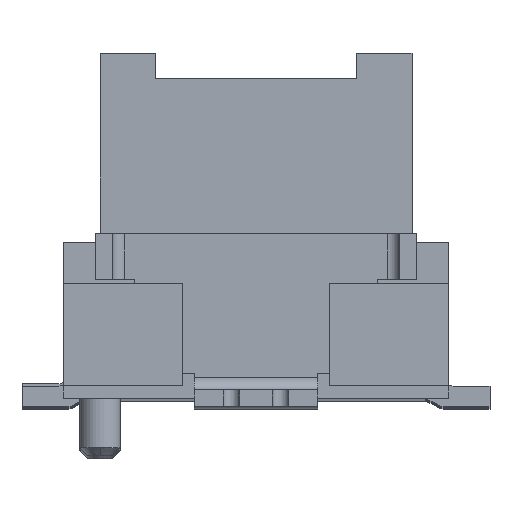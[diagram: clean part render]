
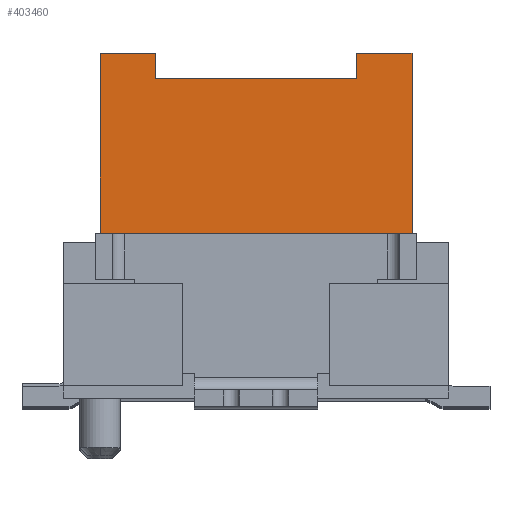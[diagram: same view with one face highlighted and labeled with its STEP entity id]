
A CAD part, top view. The second image highlights one B-rep face of the part: STEP entity #403460.
In plain terms, the highlighted planar face has unit normal (0, 0, 1).
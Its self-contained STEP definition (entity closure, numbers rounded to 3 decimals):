
#83440=CARTESIAN_POINT('',(-2.709,1.838,1.125));
#83450=VERTEX_POINT('',#83440);
#83480=CARTESIAN_POINT('',(0.,1.838,1.125));
#83490=DIRECTION('',(1.,0.,0.));
#83500=VECTOR('',#83490,1.);
#83510=LINE('',#83480,#83500);
#83520=CARTESIAN_POINT('',(1.091,1.838,1.125));
#83530=VERTEX_POINT('',#83520);
#83540=EDGE_CURVE('',#83450,#83530,#83510,.T.);
#227940=CARTESIAN_POINT('',(-2.039,3.838,1.125));
#227950=VERTEX_POINT('',#227940);
#228030=CARTESIAN_POINT('',(0.421,3.838,1.125));
#228040=VERTEX_POINT('',#228030);
#228070=CARTESIAN_POINT('',(0.,3.838,1.125));
#228080=DIRECTION('',(1.,0.,0.));
#228090=VECTOR('',#228080,1.);
#228100=LINE('',#228070,#228090);
#228110=EDGE_CURVE('',#227950,#228040,#228100,.T.);
#340120=CARTESIAN_POINT('',(1.091,4.138,1.125));
#340130=VERTEX_POINT('',#340120);
#340160=CARTESIAN_POINT('',(0.,4.138,1.125));
#340170=DIRECTION('',(1.,0.,0.));
#340180=VECTOR('',#340170,1.);
#340190=LINE('',#340160,#340180);
#340200=CARTESIAN_POINT('',(0.421,4.138,1.125));
#340210=VERTEX_POINT('',#340200);
#340220=EDGE_CURVE('',#340210,#340130,#340190,.T.);
#343930=CARTESIAN_POINT('',(-2.039,-2.,1.125));
#343940=DIRECTION('',(0.,1.,0.));
#343950=VECTOR('',#343940,1.);
#343960=LINE('',#343930,#343950);
#343970=CARTESIAN_POINT('',(-2.039,4.138,1.125));
#343980=VERTEX_POINT('',#343970);
#343990=EDGE_CURVE('',#227950,#343980,#343960,.T.);
#401940=CARTESIAN_POINT('',(0.,4.138,1.125));
#401950=DIRECTION('',(-1.,0.,0.));
#401960=VECTOR('',#401950,1.);
#401970=LINE('',#401940,#401960);
#401980=CARTESIAN_POINT('',(-2.709,4.138,1.125));
#401990=VERTEX_POINT('',#401980);
#402000=EDGE_CURVE('',#343980,#401990,#401970,.T.);
#403120=CARTESIAN_POINT('',(1.091,-2.,1.125));
#403130=DIRECTION('',(0.,1.,0.));
#403140=VECTOR('',#403130,1.);
#403150=LINE('',#403120,#403140);
#403160=EDGE_CURVE('',#83530,#340130,#403150,.T.);
#403210=CARTESIAN_POINT('',(-2.804,1.78,1.125));
#403220=DIRECTION('',(0.,0.,1.));
#403230=DIRECTION('',(1.,0.,0.));
#403240=AXIS2_PLACEMENT_3D('',#403210,#403220,#403230);
#403250=PLANE('',#403240);
#403260=ORIENTED_EDGE('',*,*,#83540,.T.);
#403270=CARTESIAN_POINT('',(-2.709,1.838,1.125));
#403280=DIRECTION('',(0.,-1.,0.));
#403290=VECTOR('',#403280,1.);
#403300=LINE('',#403270,#403290);
#403310=EDGE_CURVE('',#401990,#83450,#403300,.T.);
#403320=ORIENTED_EDGE('',*,*,#403310,.T.);
#403330=ORIENTED_EDGE('',*,*,#402000,.T.);
#403340=ORIENTED_EDGE('',*,*,#343990,.T.);
#403350=ORIENTED_EDGE('',*,*,#228110,.F.);
#403360=CARTESIAN_POINT('',(0.421,-2.,1.125));
#403370=DIRECTION('',(0.,1.,0.));
#403380=VECTOR('',#403370,1.);
#403390=LINE('',#403360,#403380);
#403400=EDGE_CURVE('',#228040,#340210,#403390,.T.);
#403410=ORIENTED_EDGE('',*,*,#403400,.F.);
#403420=ORIENTED_EDGE('',*,*,#340220,.F.);
#403430=ORIENTED_EDGE('',*,*,#403160,.T.);
#403440=EDGE_LOOP('',(#403430,#403420,#403410,#403350,#403340,#403330,
#403320,#403260));
#403450=FACE_OUTER_BOUND('',#403440,.T.);
#403460=ADVANCED_FACE('',(#403450),#403250,.T.);
